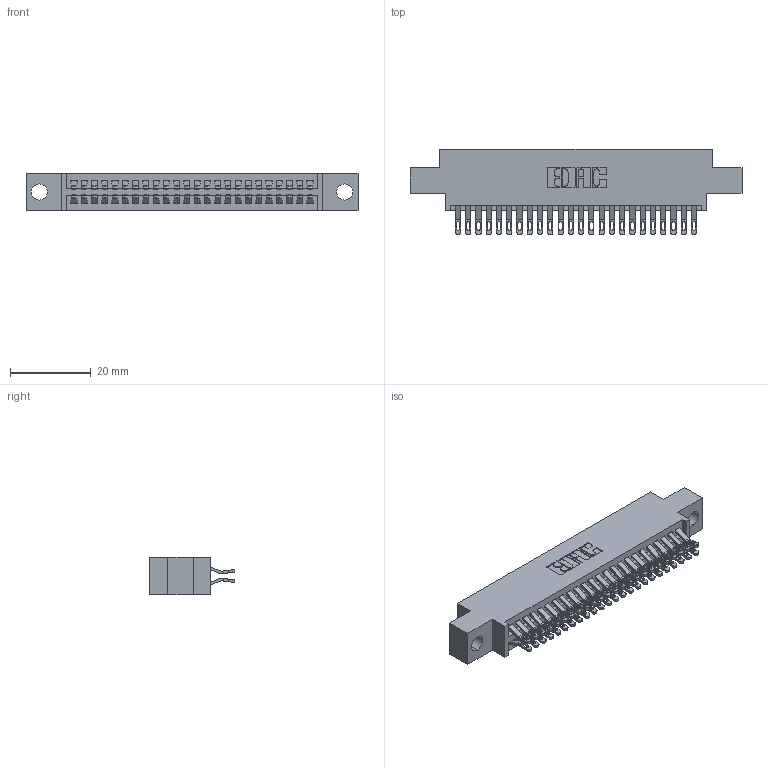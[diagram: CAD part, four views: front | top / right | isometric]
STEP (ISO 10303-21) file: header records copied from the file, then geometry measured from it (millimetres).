
FILE_DESCRIPTION (( 'STEP AP203' ), '1' );
FILE_NAME ('395-048-555-804.STEP', '2021-06-16T23:34:36', ( '' ), ( '' ), 'SwSTEP 2.0', 'SolidWorks 2020', '' );
FILE_SCHEMA (( 'CONFIG_CONTROL_DESIGN' ));
Length unit declared in the file: inch
Products named in the file (3): 345-292-001_555 Tail; 395-048-555-804; 345 Part_0.170 Offset - 0.156 Dia-TI
Assembly tree (49 placements, depth 2):
  395-048-555-804
    345 Part_0.170 Offset - 0.156 Dia-TI
    345-292-001_555 Tail  x48
Bounding box: 82.17 x 21.13 x 9.4 mm (x, y, z)
Volume: 7734.8 mm3; surface area: 11564 mm2
Topology: 49 solids, 49 shells, 2832 faces, 8885 edges, 5922 vertices
Faces by surface type: plane 1586, cylinder 1246
Entity records: 22131 total; most frequent: CARTESIAN_POINT 3768, ORIENTED_EDGE 3670, DIRECTION 3311, EDGE_CURVE 1835, LINE 1587, VECTOR 1587, VERTEX_POINT 1222, AXIS2_PLACEMENT_3D 862
